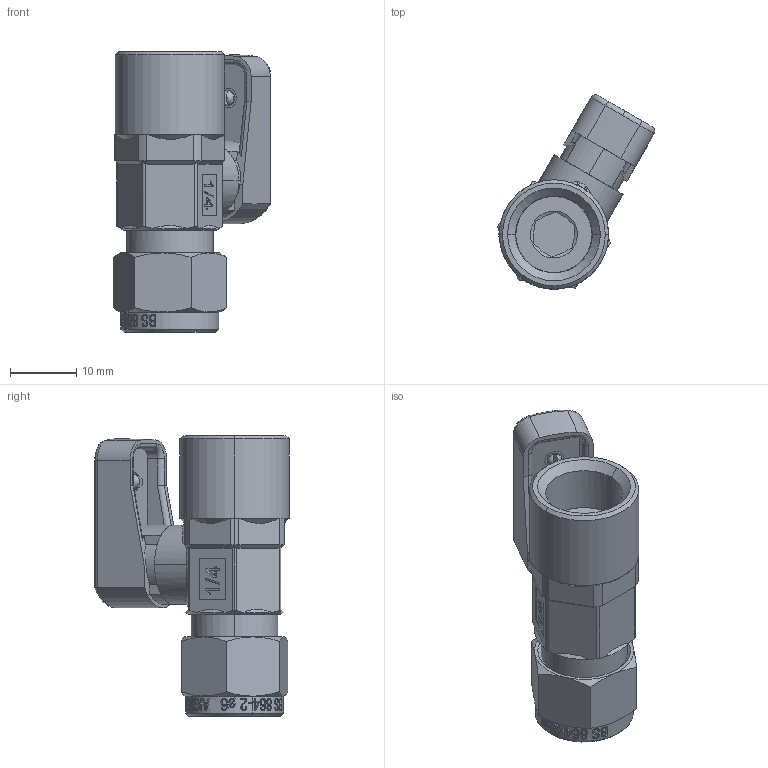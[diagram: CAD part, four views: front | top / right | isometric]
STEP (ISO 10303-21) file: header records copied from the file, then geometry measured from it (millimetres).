
FILE_DESCRIPTION (( 'STEP AP214' ), '1' );
FILE_NAME ('0643000003.step', '2012-10-02T16:31:59', ( '' ), ( '' ), 'SwSTEP 2.0', 'SolidWorks 2012', '' );
FILE_SCHEMA (( 'AUTOMOTIVE_DESIGN' ));
Length unit declared in the file: millimetre
Products named in the file (1): 0643000003
Bounding box: 23.81 x 29.34 x 42.4 mm (x, y, z)
Volume: 9149.4 mm3; surface area: 4737.2 mm2
Topology: 8 solids, 18 shells, 818 faces, 2111 edges, 1381 vertices
Faces by surface type: plane 386, bspline 228, cylinder 123, cone 53, torus 28
Entity records: 41119 total; most frequent: CARTESIAN_POINT 22966, ORIENTED_EDGE 4222, DIRECTION 2877, EDGE_CURVE 2111, VERTEX_POINT 1381, VECTOR 983, LINE 983, AXIS2_PLACEMENT_3D 947
